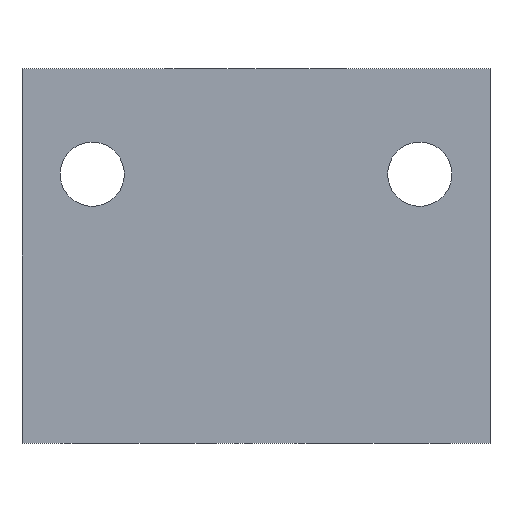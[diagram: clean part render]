
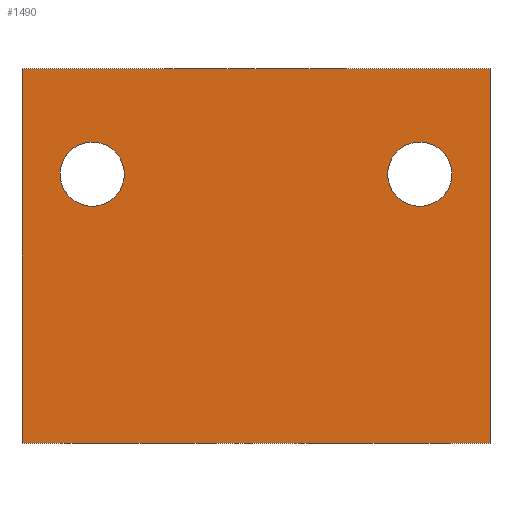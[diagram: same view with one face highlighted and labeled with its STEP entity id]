
A CAD part, front view. The second image highlights one B-rep face of the part: STEP entity #1490.
In plain terms, the highlighted planar face has unit normal (0, -1, 0).
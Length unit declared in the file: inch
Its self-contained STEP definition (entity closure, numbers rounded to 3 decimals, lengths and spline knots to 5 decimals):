
#112=DIRECTION('',(0.,0.,1.));
#113=VECTOR('',#112,2.);
#114=CARTESIAN_POINT('',(-1.25,0.,-0.875));
#115=LINE('',#114,#113);
#116=DIRECTION('',(1.,0.,0.));
#117=VECTOR('',#116,2.5);
#118=CARTESIAN_POINT('',(-1.25,0.,1.125));
#119=LINE('',#118,#117);
#120=DIRECTION('',(0.,0.,-1.));
#121=VECTOR('',#120,2.);
#122=CARTESIAN_POINT('',(1.25,0.,1.125));
#123=LINE('',#122,#121);
#124=DIRECTION('',(-1.,0.,0.));
#125=VECTOR('',#124,2.5);
#126=CARTESIAN_POINT('',(1.25,0.,-0.875));
#127=LINE('',#126,#125);
#128=CARTESIAN_POINT('',(-0.875,0.,0.562));
#129=DIRECTION('',(0.,-1.,0.));
#130=DIRECTION('',(1.,0.,0.));
#131=AXIS2_PLACEMENT_3D('',#128,#129,#130);
#133=CARTESIAN_POINT('',(-0.875,0.,0.562));
#134=DIRECTION('',(0.,-1.,0.));
#135=DIRECTION('',(-1.,0.,0.));
#136=AXIS2_PLACEMENT_3D('',#133,#134,#135);
#138=CARTESIAN_POINT('',(0.875,0.,0.562));
#139=DIRECTION('',(0.,-1.,0.));
#140=DIRECTION('',(1.,0.,0.));
#141=AXIS2_PLACEMENT_3D('',#138,#139,#140);
#143=CARTESIAN_POINT('',(0.875,0.,0.562));
#144=DIRECTION('',(0.,-1.,0.));
#145=DIRECTION('',(-1.,0.,0.));
#146=AXIS2_PLACEMENT_3D('',#143,#144,#145);
#1226=CARTESIAN_POINT('',(-1.25,0.,-0.875));
#1227=CARTESIAN_POINT('',(-1.25,0.,1.125));
#1228=VERTEX_POINT('',#1226);
#1229=VERTEX_POINT('',#1227);
#1230=CARTESIAN_POINT('',(1.25,0.,1.125));
#1231=VERTEX_POINT('',#1230);
#1232=CARTESIAN_POINT('',(1.25,0.,-0.875));
#1233=VERTEX_POINT('',#1232);
#1242=CARTESIAN_POINT('',(-0.7035,0.,0.562));
#1243=CARTESIAN_POINT('',(-1.0465,0.,0.562));
#1244=VERTEX_POINT('',#1242);
#1245=VERTEX_POINT('',#1243);
#1306=CARTESIAN_POINT('',(1.0465,0.,0.562));
#1307=CARTESIAN_POINT('',(0.7035,0.,0.562));
#1308=VERTEX_POINT('',#1306);
#1309=VERTEX_POINT('',#1307);
#1463=CARTESIAN_POINT('',(0.,0.,0.));
#1464=DIRECTION('',(0.,1.,0.));
#1465=DIRECTION('',(1.,0.,0.));
#1466=AXIS2_PLACEMENT_3D('',#1463,#1464,#1465);
#1467=PLANE('',#1466);
#1469=ORIENTED_EDGE('',*,*,#1468,.T.);
#1471=ORIENTED_EDGE('',*,*,#1470,.T.);
#1473=ORIENTED_EDGE('',*,*,#1472,.T.);
#1475=ORIENTED_EDGE('',*,*,#1474,.T.);
#1476=EDGE_LOOP('',(#1469,#1471,#1473,#1475));
#1477=FACE_OUTER_BOUND('',#1476,.F.);
#1479=ORIENTED_EDGE('',*,*,#1478,.T.);
#1481=ORIENTED_EDGE('',*,*,#1480,.T.);
#1482=EDGE_LOOP('',(#1479,#1481));
#1483=FACE_BOUND('',#1482,.F.);
#1485=ORIENTED_EDGE('',*,*,#1484,.T.);
#1487=ORIENTED_EDGE('',*,*,#1486,.T.);
#1488=EDGE_LOOP('',(#1485,#1487));
#1489=FACE_BOUND('',#1488,.F.);
#1490=ADVANCED_FACE('',(#1477,#1483,#1489),#1467,.F.);
#132=CIRCLE('',#131,0.1715);
#137=CIRCLE('',#136,0.1715);
#142=CIRCLE('',#141,0.1715);
#147=CIRCLE('',#146,0.1715);
#1468=EDGE_CURVE('',#1228,#1229,#115,.T.);
#1470=EDGE_CURVE('',#1229,#1231,#119,.T.);
#1472=EDGE_CURVE('',#1231,#1233,#123,.T.);
#1474=EDGE_CURVE('',#1233,#1228,#127,.T.);
#1478=EDGE_CURVE('',#1244,#1245,#132,.T.);
#1480=EDGE_CURVE('',#1245,#1244,#137,.T.);
#1484=EDGE_CURVE('',#1308,#1309,#142,.T.);
#1486=EDGE_CURVE('',#1309,#1308,#147,.T.);
